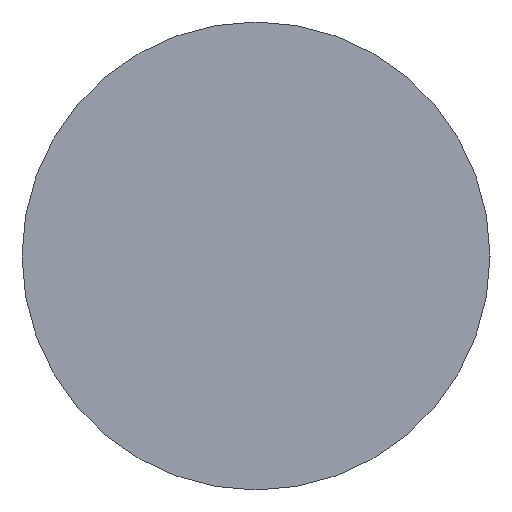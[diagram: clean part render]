
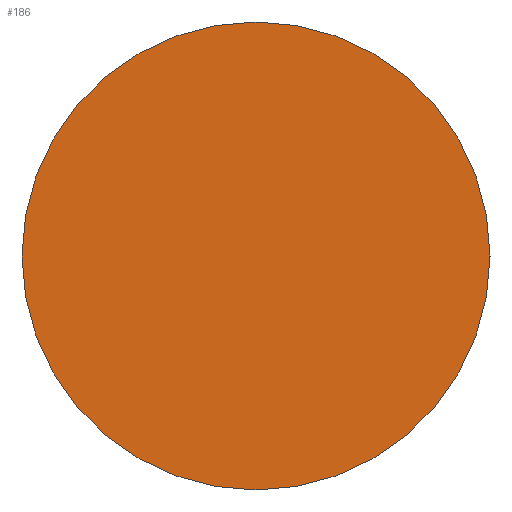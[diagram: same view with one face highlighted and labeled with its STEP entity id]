
A CAD part, left-side view. The second image highlights one B-rep face of the part: STEP entity #186.
In plain terms, the highlighted planar face has unit normal (-1, 0, 0).
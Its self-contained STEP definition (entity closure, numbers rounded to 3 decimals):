
#2 = CIRCLE ( 'NONE', #29, 6.25 ) ;
#12 = CARTESIAN_POINT ( 'NONE',  ( 57.546, 34.689, -6.25 ) ) ;
#23 = EDGE_LOOP ( 'NONE', ( #43, #126 ) ) ;
#24 = DIRECTION ( 'NONE',  ( -1., 0., 0. ) ) ;
#29 = AXIS2_PLACEMENT_3D ( 'NONE', #119, #132, #66 ) ;
#43 = ORIENTED_EDGE ( 'NONE', *, *, #128, .T. ) ;
#62 = AXIS2_PLACEMENT_3D ( 'NONE', #135, #24, #122 ) ;
#66 = DIRECTION ( 'NONE',  ( 0., 0., 1. ) ) ;
#94 = PLANE ( 'NONE',  #114 ) ;
#106 = EDGE_CURVE ( 'NONE', #169, #129, #178, .T. ) ;
#114 = AXIS2_PLACEMENT_3D ( 'NONE', #166, #156, #157 ) ;
#119 = CARTESIAN_POINT ( 'NONE',  ( 57.546, 34.689, 0. ) ) ;
#122 = DIRECTION ( 'NONE',  ( 0., 0., 1. ) ) ;
#126 = ORIENTED_EDGE ( 'NONE', *, *, #106, .T. ) ;
#128 = EDGE_CURVE ( 'NONE', #129, #169, #2, .T. ) ;
#129 = VERTEX_POINT ( 'NONE', #167 ) ;
#132 = DIRECTION ( 'NONE',  ( -1., 0., 0. ) ) ;
#135 = CARTESIAN_POINT ( 'NONE',  ( 57.546, 34.689, 0. ) ) ;
#144 = FACE_OUTER_BOUND ( 'NONE', #23, .T. ) ;
#156 = DIRECTION ( 'NONE',  ( 1., 0., 0. ) ) ;
#157 = DIRECTION ( 'NONE',  ( 0., 0., -1. ) ) ;
#166 = CARTESIAN_POINT ( 'NONE',  ( 57.546, 34.689, 0. ) ) ;
#167 = CARTESIAN_POINT ( 'NONE',  ( 57.546, 34.689, 6.25 ) ) ;
#169 = VERTEX_POINT ( 'NONE', #12 ) ;
#178 = CIRCLE ( 'NONE', #62, 6.25 ) ;
#186 = ADVANCED_FACE ( 'NONE', ( #144 ), #94, .F. ) ;
